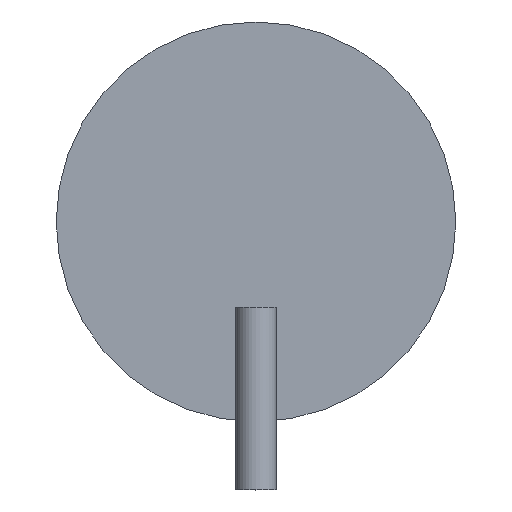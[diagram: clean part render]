
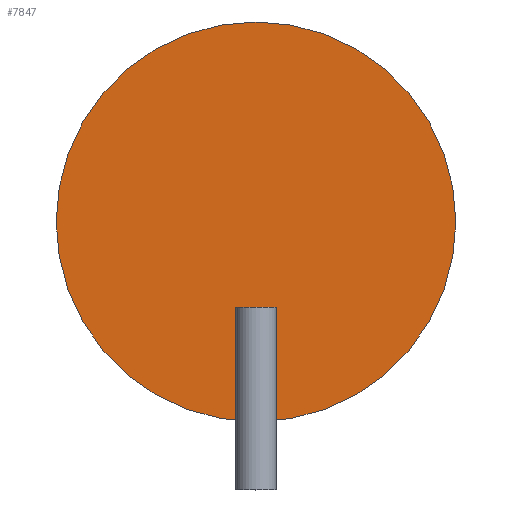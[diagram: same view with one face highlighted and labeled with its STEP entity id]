
A CAD part, top view. The second image highlights one B-rep face of the part: STEP entity #7847.
In plain terms, the highlighted planar face has unit normal (0, 0, 1).
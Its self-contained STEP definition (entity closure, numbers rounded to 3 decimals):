
#810 = DIRECTION ( 'NONE',  ( 0., 0., 1. ) ) ;
#889 = LINE ( 'NONE', #3632, #6074 ) ;
#952 = DIRECTION ( 'NONE',  ( 1., 0., 0. ) ) ;
#1148 = VERTEX_POINT ( 'NONE', #4234 ) ;
#1813 = EDGE_CURVE ( 'NONE', #1148, #4441, #6741, .T. ) ;
#1938 = CARTESIAN_POINT ( 'NONE',  ( 0., 0., 1. ) ) ;
#2009 = EDGE_CURVE ( 'NONE', #4441, #12045, #4185, .T. ) ;
#2312 = AXIS2_PLACEMENT_3D ( 'NONE', #9239, #3049, #10261 ) ;
#2382 = FACE_BOUND ( 'NONE', #5944, .T. ) ;
#2413 = CARTESIAN_POINT ( 'NONE',  ( -4.25, -51.918, 1. ) ) ;
#2478 = EDGE_CURVE ( 'NONE', #7858, #11471, #10913, .T. ) ;
#2949 = DIRECTION ( 'NONE',  ( 1., 0., 0. ) ) ;
#2988 = DIRECTION ( 'NONE',  ( 0., 0., 1. ) ) ;
#3049 = DIRECTION ( 'NONE',  ( 0., 0., 1. ) ) ;
#3425 = CARTESIAN_POINT ( 'NONE',  ( 0., -55., 1. ) ) ;
#3632 = CARTESIAN_POINT ( 'NONE',  ( 4.25, -58.082, 1. ) ) ;
#3826 = CIRCLE ( 'NONE', #6771, 5.25 ) ;
#4185 = LINE ( 'NONE', #10594, #4322 ) ;
#4234 = CARTESIAN_POINT ( 'NONE',  ( 4.25, -51.918, 1. ) ) ;
#4322 = VECTOR ( 'NONE', #12699, 1000. ) ;
#4424 = EDGE_CURVE ( 'NONE', #12045, #4774, #3826, .T. ) ;
#4441 = VERTEX_POINT ( 'NONE', #2413 ) ;
#4460 = DIRECTION ( 'NONE',  ( 1., 0., 0. ) ) ;
#4534 = AXIS2_PLACEMENT_3D ( 'NONE', #12313, #2988, #952 ) ;
#4774 = VERTEX_POINT ( 'NONE', #11414 ) ;
#5095 = FACE_OUTER_BOUND ( 'NONE', #11596, .T. ) ;
#5409 = ORIENTED_EDGE ( 'NONE', *, *, #9084, .T. ) ;
#5944 = EDGE_LOOP ( 'NONE', ( #7010, #6514, #8966, #9603 ) ) ;
#6074 = VECTOR ( 'NONE', #7805, 1000. ) ;
#6111 = CARTESIAN_POINT ( 'NONE',  ( 87.5, 0., 1. ) ) ;
#6468 = AXIS2_PLACEMENT_3D ( 'NONE', #1938, #9143, #2949 ) ;
#6514 = ORIENTED_EDGE ( 'NONE', *, *, #4424, .F. ) ;
#6741 = CIRCLE ( 'NONE', #2312, 5.25 ) ;
#6771 = AXIS2_PLACEMENT_3D ( 'NONE', #3425, #10657, #4460 ) ;
#6981 = CARTESIAN_POINT ( 'NONE',  ( 0., 0., 1. ) ) ;
#6984 = CIRCLE ( 'NONE', #6468, 87.5 ) ;
#7010 = ORIENTED_EDGE ( 'NONE', *, *, #7744, .F. ) ;
#7744 = EDGE_CURVE ( 'NONE', #4774, #1148, #889, .T. ) ;
#7805 = DIRECTION ( 'NONE',  ( 0., 1., 0. ) ) ;
#7847 = ADVANCED_FACE ( 'NONE', ( #5095, #2382 ), #13331, .T. ) ;
#7858 = VERTEX_POINT ( 'NONE', #6111 ) ;
#8040 = DIRECTION ( 'NONE',  ( 1., 0., 0. ) ) ;
#8966 = ORIENTED_EDGE ( 'NONE', *, *, #2009, .F. ) ;
#9084 = EDGE_CURVE ( 'NONE', #11471, #7858, #6984, .T. ) ;
#9143 = DIRECTION ( 'NONE',  ( 0., 0., 1. ) ) ;
#9239 = CARTESIAN_POINT ( 'NONE',  ( 0., -55., 1. ) ) ;
#9603 = ORIENTED_EDGE ( 'NONE', *, *, #1813, .F. ) ;
#9995 = CARTESIAN_POINT ( 'NONE',  ( -4.25, -58.082, 1. ) ) ;
#10261 = DIRECTION ( 'NONE',  ( 1., 0., 0. ) ) ;
#10594 = CARTESIAN_POINT ( 'NONE',  ( -4.25, -51.918, 1. ) ) ;
#10655 = AXIS2_PLACEMENT_3D ( 'NONE', #6981, #810, #8040 ) ;
#10657 = DIRECTION ( 'NONE',  ( 0., 0., 1. ) ) ;
#10913 = CIRCLE ( 'NONE', #10655, 87.5 ) ;
#11233 = ORIENTED_EDGE ( 'NONE', *, *, #2478, .T. ) ;
#11414 = CARTESIAN_POINT ( 'NONE',  ( 4.25, -58.082, 1. ) ) ;
#11471 = VERTEX_POINT ( 'NONE', #13059 ) ;
#11596 = EDGE_LOOP ( 'NONE', ( #5409, #11233 ) ) ;
#12045 = VERTEX_POINT ( 'NONE', #9995 ) ;
#12313 = CARTESIAN_POINT ( 'NONE',  ( 0., 0., 1. ) ) ;
#12699 = DIRECTION ( 'NONE',  ( 0., -1., 0. ) ) ;
#13059 = CARTESIAN_POINT ( 'NONE',  ( -87.5, 0., 1. ) ) ;
#13331 = PLANE ( 'NONE',  #4534 ) ;
